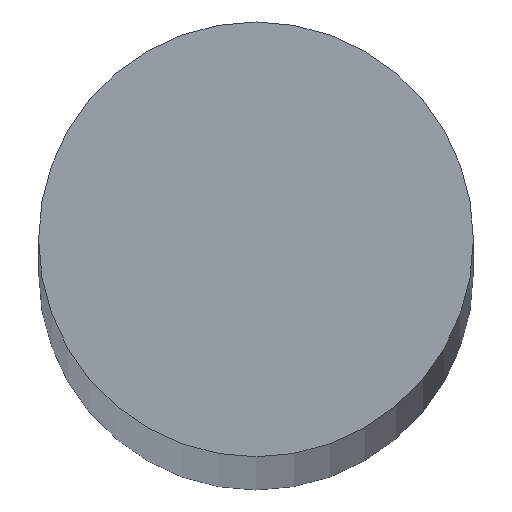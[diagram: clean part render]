
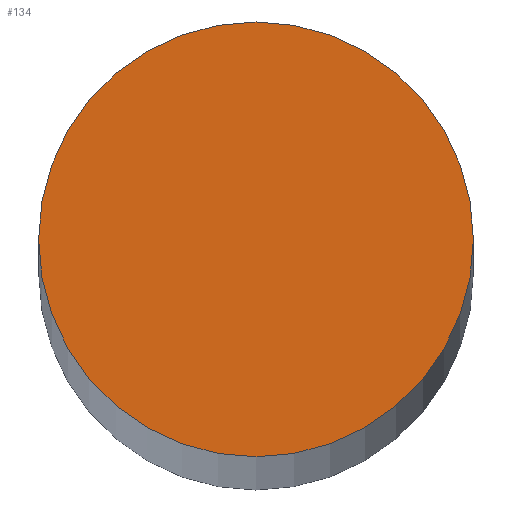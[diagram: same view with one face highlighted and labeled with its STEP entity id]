
A CAD part, top view. The second image highlights one B-rep face of the part: STEP entity #134.
In plain terms, the highlighted planar face has unit normal (0, 0, 1).
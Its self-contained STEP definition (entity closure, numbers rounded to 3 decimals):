
#6 = CIRCLE ( 'NONE', #49, 40. ) ;
#7 = VERTEX_POINT ( 'NONE', #54 ) ;
#9 = CARTESIAN_POINT ( 'NONE',  ( 0., 0., 3500. ) ) ;
#11 = AXIS2_PLACEMENT_3D ( 'NONE', #77, #68, #105 ) ;
#13 = EDGE_CURVE ( 'NONE', #7, #41, #6, .T. ) ;
#24 = DIRECTION ( 'NONE',  ( 0., 0., 1. ) ) ;
#34 = PLANE ( 'NONE',  #88 ) ;
#41 = VERTEX_POINT ( 'NONE', #102 ) ;
#42 = ORIENTED_EDGE ( 'NONE', *, *, #138, .T. ) ;
#49 = AXIS2_PLACEMENT_3D ( 'NONE', #90, #24, #94 ) ;
#53 = DIRECTION ( 'NONE',  ( 0., 0., 1. ) ) ;
#54 = CARTESIAN_POINT ( 'NONE',  ( 40., 0., 3500. ) ) ;
#68 = DIRECTION ( 'NONE',  ( 0., 0., 1. ) ) ;
#74 = CIRCLE ( 'NONE', #11, 40. ) ;
#77 = CARTESIAN_POINT ( 'NONE',  ( 0., 0., 3500. ) ) ;
#88 = AXIS2_PLACEMENT_3D ( 'NONE', #9, #53, #139 ) ;
#90 = CARTESIAN_POINT ( 'NONE',  ( 0., 0., 3500. ) ) ;
#94 = DIRECTION ( 'NONE',  ( 1., 0., 0. ) ) ;
#99 = EDGE_LOOP ( 'NONE', ( #42, #125 ) ) ;
#102 = CARTESIAN_POINT ( 'NONE',  ( -40., 0., 3500. ) ) ;
#105 = DIRECTION ( 'NONE',  ( 1., 0., 0. ) ) ;
#108 = FACE_OUTER_BOUND ( 'NONE', #99, .T. ) ;
#125 = ORIENTED_EDGE ( 'NONE', *, *, #13, .T. ) ;
#134 = ADVANCED_FACE ( 'NONE', ( #108 ), #34, .T. ) ;
#138 = EDGE_CURVE ( 'NONE', #41, #7, #74, .T. ) ;
#139 = DIRECTION ( 'NONE',  ( 1., 0., 0. ) ) ;
